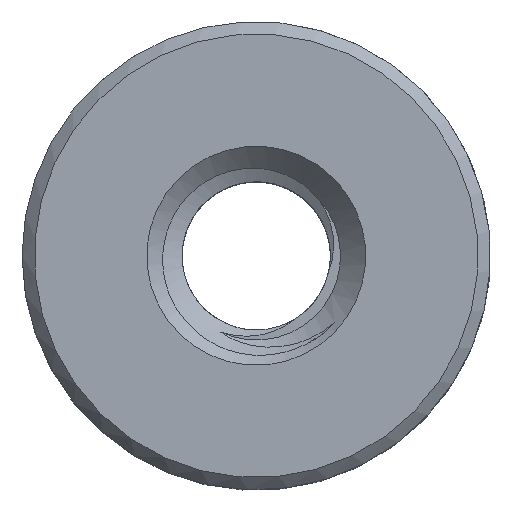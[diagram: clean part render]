
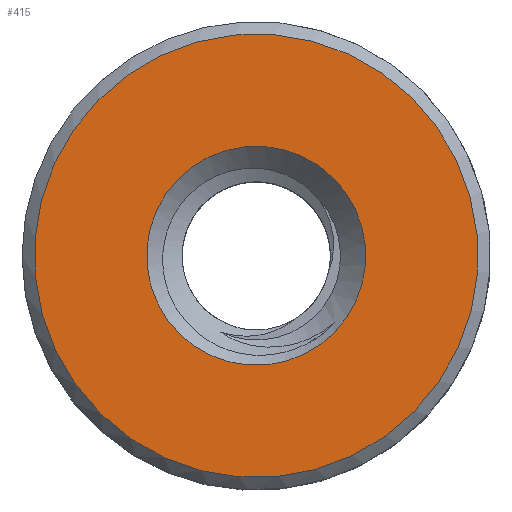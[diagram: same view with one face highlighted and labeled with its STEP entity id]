
A CAD part, top view. The second image highlights one B-rep face of the part: STEP entity #415.
In plain terms, the highlighted planar face has unit normal (0, 0, 1).
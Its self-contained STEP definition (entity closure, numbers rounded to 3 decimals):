
#18=FACE_BOUND('',#67,.T.);
#21=PLANE('',#459);
#42=FACE_OUTER_BOUND('',#66,.T.);
#66=EDGE_LOOP('',(#312));
#67=EDGE_LOOP('',(#313));
#114=CIRCLE('',#456,2.633);
#117=CIRCLE('',#460,1.3);
#185=VERTEX_POINT('',#1172);
#188=VERTEX_POINT('',#1180);
#235=EDGE_CURVE('',#185,#185,#114,.F.);
#239=EDGE_CURVE('',#188,#188,#117,.T.);
#312=ORIENTED_EDGE('',*,*,#235,.T.);
#313=ORIENTED_EDGE('',*,*,#239,.T.);
#415=ADVANCED_FACE('',(#42,#18),#21,.T.);
#456=AXIS2_PLACEMENT_3D('',#1173,#520,#521);
#459=AXIS2_PLACEMENT_3D('',#1179,#527,#528);
#460=AXIS2_PLACEMENT_3D('',#1181,#529,#530);
#520=DIRECTION('center_axis',(0.,0.,-1.));
#521=DIRECTION('ref_axis',(-0.814,-0.581,0.));
#527=DIRECTION('center_axis',(0.,0.,1.));
#528=DIRECTION('ref_axis',(-1.,0.,0.));
#529=DIRECTION('center_axis',(0.,0.,
-1.));
#530=DIRECTION('ref_axis',(0.814,0.581,0.));
#1172=CARTESIAN_POINT('',(2.143,1.53,3.));
#1173=CARTESIAN_POINT('Origin',(0.,0.,
3.));
#1179=CARTESIAN_POINT('Origin',(-2.397,-2.397,3.));
#1180=CARTESIAN_POINT('',(-1.058,-0.755,3.));
#1181=CARTESIAN_POINT('Origin',(0.,0.,
3.));
